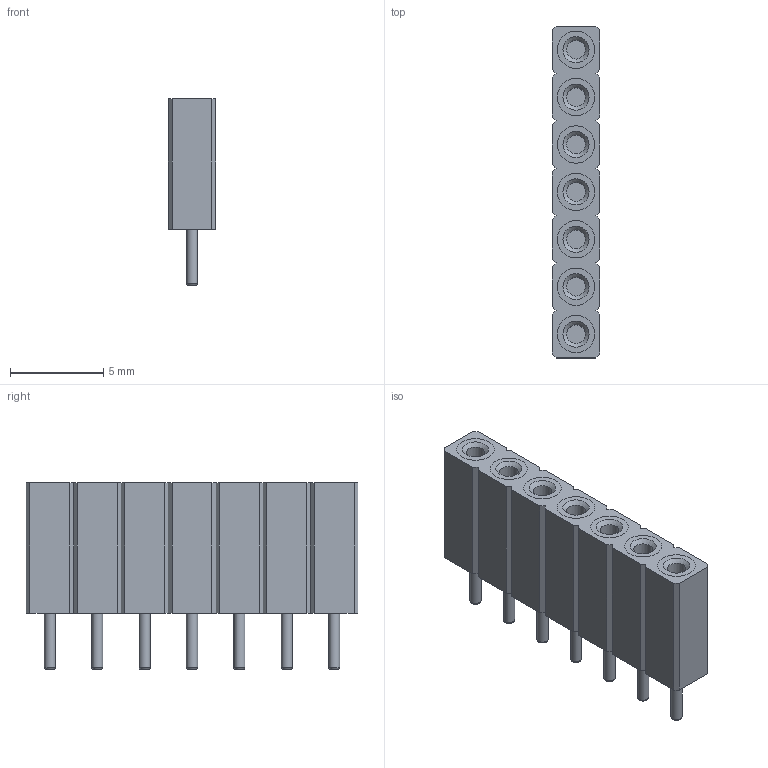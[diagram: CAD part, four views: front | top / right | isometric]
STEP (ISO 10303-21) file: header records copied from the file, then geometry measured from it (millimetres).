
FILE_DESCRIPTION(('FreeCAD Model'),'2;1');
FILE_NAME('Open CASCADE Shape Model','2022-08-01T22:42:48',(''),(''), 'Open CASCADE STEP processor 7.6','FreeCAD','Unknown');
FILE_SCHEMA(('AUTOMOTIVE_DESIGN { 1 0 10303 214 1 1 1 1 }'));
Length unit declared in the file: millimetre
Products named in the file (3): PinSocket_7.0 mm_1x07_P2.54mm_Vertical; MainBody; Connector
Assembly tree (2 placements, depth 2):
  PinSocket_7.0 mm_1x07_P2.54mm_Vertical
    MainBody
    Connector
Bounding box: 2.54 x 17.78 x 10 mm (x, y, z)
Volume: 299.5 mm3; surface area: 1139.7 mm2
Topology: 8 solids, 8 shells, 130 faces, 272 edges, 172 vertices
Faces by surface type: plane 74, cylinder 35, cone 14, torus 7
Full cylindrical faces by diameter (mm): 0.6 x7, 1 x14, 2 x14
Entity records: 3580 total; most frequent: DIRECTION 629, CARTESIAN_POINT 577, ORIENTED_EDGE 544, EDGE_CURVE 272, AXIS2_PLACEMENT_3D 224, LINE 181, VECTOR 181, VERTEX_POINT 172
